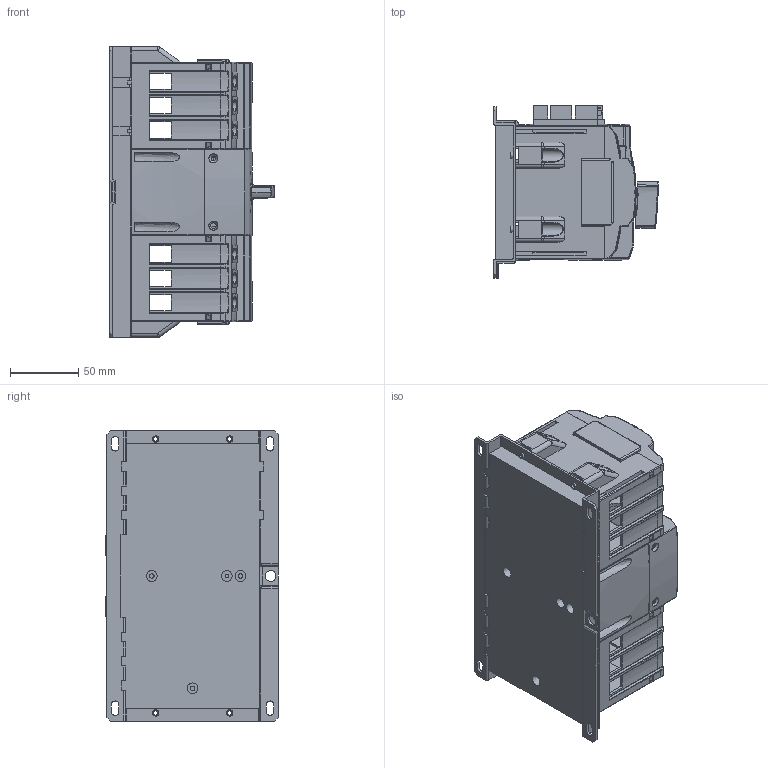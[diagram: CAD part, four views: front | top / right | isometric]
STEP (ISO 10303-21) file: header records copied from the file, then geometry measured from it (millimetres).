
FILE_DESCRIPTION( ( 'Unknown' ), '1' );
FILE_NAME( 'AVR Standard.stp', 'Unknown', ( 'Unknown' ), ( 'Unknown' ), 'PSStep 15.0.49', 'Unknown', ' ' );
FILE_SCHEMA( ( 'AUTOMOTIVE_DESIGN { 1 0 10303 214 1 1 1 1 }' ) );
Length unit declared in the file: millimetre
Products named in the file (17): ; ; ; ; Assem1; RDQ3NX µЧ°е3P; RDQ3NX±ёУГНвїЗёЗ3P; RDQ3NXіЈУГНвїЗёЗ3P; ; ; RDQ3NXїЄ№ШНвїЗ3P; 
Assembly tree (17 placements, depth 3):
  Assem1
    RDQ3NX µЧ°е3P
    RDQ3NX µЧ°е3P
    RDQ3NX µЧ°е3P
    RDQ3NX µЧ°е3P
    RDQ3NX±ёУГНвїЗёЗ3P
    RDQ3NXіЈУГНвїЗёЗ3P
  
  
    RDQ3NXїЄ№ШНвїЗ3P  x2
  
  
  
  
  
  
  
Bounding box: 120.27 x 125.87 x 212.3 mm (x, y, z)
Volume: 602964 mm3; surface area: 402217.9 mm2
Topology: 16 solids, 16 shells, 4475 faces, 12890 edges, 8460 vertices
Faces by surface type: plane 2738, cylinder 889, bspline 344, extrusion 146, cone 146, torus 106, sphere 106
Full cylindrical faces by diameter (mm): 2.2 x2, 2.5 x6, 3 x2, 3.2 x7, 3.3 x12, 3.4 x1, 3.42 x1, 3.74 x17, 4 x2, 4.199 x1, 4.7 x4, 5 x4, 6.6 x2, 7.8 x4, 8.8 x1, 9 x1, 10.2 x1, 13.5 x1
Entity records: 183553 total; most frequent: CARTESIAN_POINT 52556, ORIENTED_EDGE 22224, DIRECTION 18540, EDGE_CURVE 11112, VERTEX_POINT 7430, VECTOR 7316, LINE 7170, AXIS2_PLACEMENT_3D 5612
